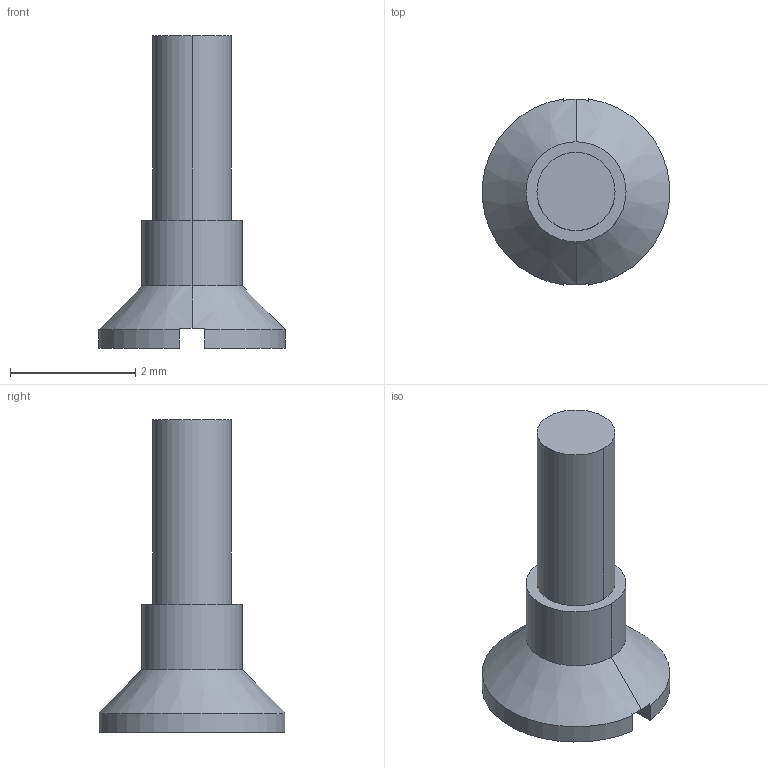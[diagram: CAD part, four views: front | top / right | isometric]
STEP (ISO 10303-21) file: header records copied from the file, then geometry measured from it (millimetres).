
FILE_DESCRIPTION((''),'2;1');
FILE_NAME('V1_6-5--_-_I2009_C','2021-10-19T14:05:30',('silo-mech'),(''),'CREO PARAMETRIC BY PTC INC, 2020454','CREO PARAMETRIC BY PTC INC, 2020454','');
FILE_SCHEMA(('CONFIG_CONTROL_DESIGN'));
Length unit declared in the file: millimetre
Products named in the file (1): V1_6-5--_-_I2009_C
Bounding box: 2.99 x 2.97 x 5 mm (x, y, z)
Volume: 10.5 mm3; surface area: 37.5 mm2
Topology: 1 solids, 1 shells, 15 faces, 34 edges, 22 vertices
Faces by surface type: plane 7, cylinder 6, cone 2
Entity records: 470 total; most frequent: CARTESIAN_POINT 83, DIRECTION 76, ORIENTED_EDGE 68, EDGE_CURVE 34, AXIS2_PLACEMENT_3D 31, VERTEX_POINT 22, EDGE_LOOP 16, CIRCLE 16
